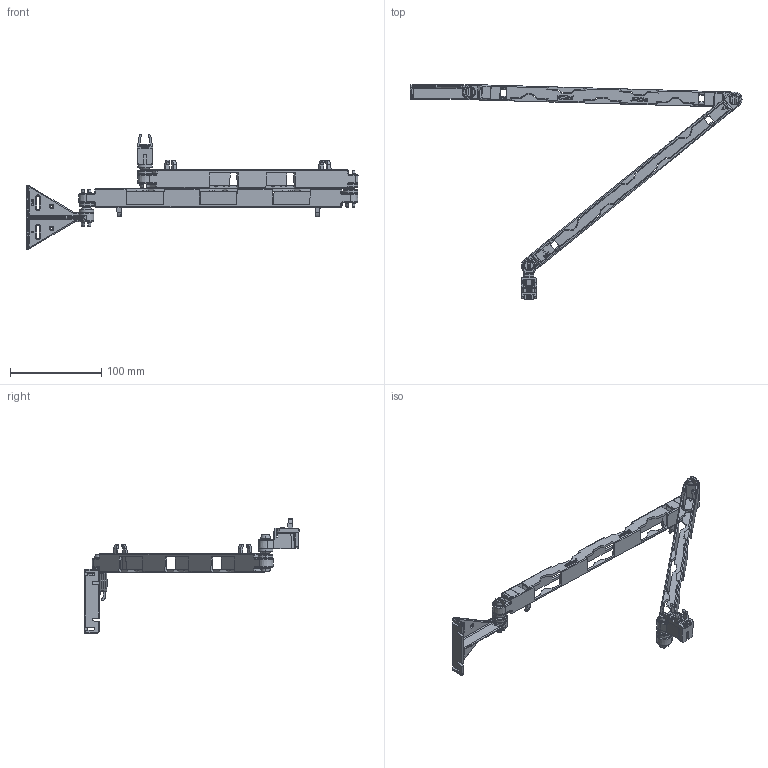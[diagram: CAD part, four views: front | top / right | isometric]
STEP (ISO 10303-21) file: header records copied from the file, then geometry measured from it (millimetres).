
FILE_DESCRIPTION (( 'STEP AP214' ), '1' );
FILE_NAME ('BG WING Klemmbefestigung.STEP', '2022-06-15T11:40:55', ( '' ), ( '' ), 'SwSTEP 2.0', 'SolidWorks 2020', '' );
FILE_SCHEMA (( 'AUTOMOTIVE_DESIGN' ));
Length unit declared in the file: millimetre
Products named in the file (6): 3107461000_3107461000; 3107460000_3107460000; 3107459000_3107459000; BG WING Klemmbefestigung; 3107462000_3107462000; 3107458000_3107458000
Assembly tree (8 placements, depth 2):
  BG WING Klemmbefestigung
    3107461000_3107461000
    3107462000_3107462000  x3
    3107458000_3107458000  x2
    3107459000_3107459000
    3107460000_3107460000
Bounding box: 363.13 x 235.07 x 125.44 mm (x, y, z)
Volume: 87197.1 mm3; surface area: 74140.7 mm2
Topology: 8 solids, 8 shells, 2568 faces, 6848 edges, 4403 vertices
Faces by surface type: plane 1156, bspline 647, cylinder 503, torus 123, cone 81, sphere 58
Entity records: 54180 total; most frequent: CARTESIAN_POINT 19344, ORIENTED_EDGE 7930, DIRECTION 5958, EDGE_CURVE 3965, VERTEX_POINT 2553, VECTOR 2464, LINE 2464, AXIS2_PLACEMENT_3D 1747
